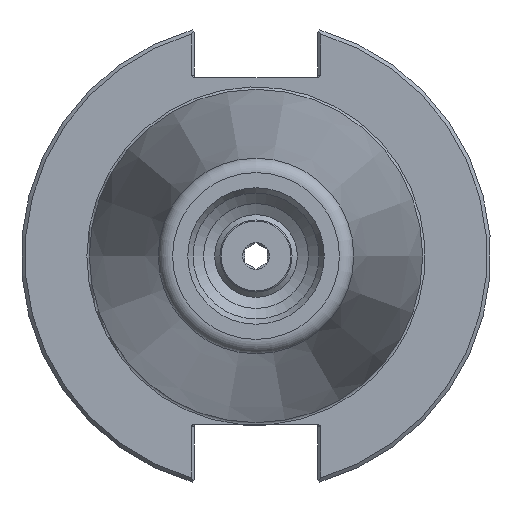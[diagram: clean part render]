
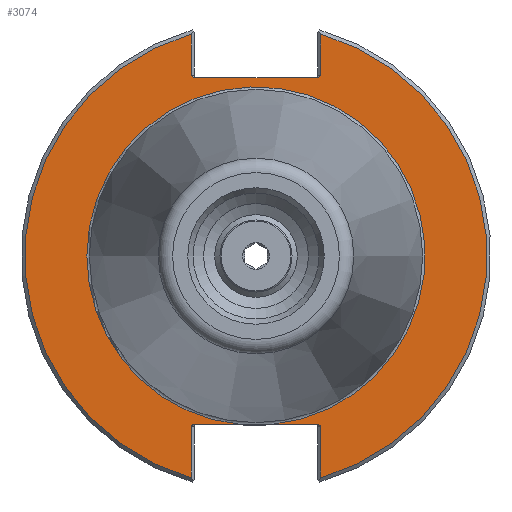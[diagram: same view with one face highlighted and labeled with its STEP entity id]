
A CAD part, left-side view. The second image highlights one B-rep face of the part: STEP entity #3074.
In plain terms, the highlighted planar face has unit normal (-1, 0, 0).
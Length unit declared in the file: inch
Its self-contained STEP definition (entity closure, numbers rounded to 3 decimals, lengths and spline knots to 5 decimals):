
#35=ELLIPSE('',#3275,0.02828,0.02);
#39=ELLIPSE('',#3284,0.02828,0.02);
#40=ELLIPSE('',#3288,0.02828,0.02);
#44=ELLIPSE('',#3297,0.02828,0.02);
#159=LINE('',#5531,#311);
#167=LINE('',#5563,#319);
#175=LINE('',#5594,#327);
#183=LINE('',#5626,#335);
#185=LINE('',#5651,#337);
#186=LINE('',#5653,#338);
#187=LINE('',#5655,#339);
#311=VECTOR('',#3708,0.33967);
#319=VECTOR('',#3734,0.42367);
#327=VECTOR('',#3758,0.42367);
#335=VECTOR('',#3784,0.33967);
#337=VECTOR('',#3796,0.36464);
#338=VECTOR('',#3799,1.00843);
#339=VECTOR('',#3802,0.36464);
#491=PLANE('',#3308);
#709=FACE_OUTER_BOUND('',#920,.T.);
#920=EDGE_LOOP('',(#2275,#2276,#2277,#2278,#2279,#2280,#2281,#2282,#2283,
#2284,#2285,#2286,#2287,#2288));
#1125=CIRCLE('',#3306,1.395);
#1127=CIRCLE('',#3309,1.9075);
#1128=CIRCLE('',#3310,1.9075);
#1388=VERTEX_POINT('',#5516);
#1389=VERTEX_POINT('',#5518);
#1392=VERTEX_POINT('',#5530);
#1397=VERTEX_POINT('',#5548);
#1398=VERTEX_POINT('',#5550);
#1401=VERTEX_POINT('',#5562);
#1403=VERTEX_POINT('',#5570);
#1404=VERTEX_POINT('',#5571);
#1410=VERTEX_POINT('',#5590);
#1413=VERTEX_POINT('',#5604);
#1414=VERTEX_POINT('',#5606);
#1419=VERTEX_POINT('',#5622);
#1421=VERTEX_POINT('',#5634);
#1422=VERTEX_POINT('',#5635);
#1708=EDGE_CURVE('',#1388,#1389,#35,.T.);
#1713=EDGE_CURVE('',#1389,#1392,#159,.T.);
#1722=EDGE_CURVE('',#1397,#1398,#39,.T.);
#1727=EDGE_CURVE('',#1398,#1401,#167,.T.);
#1730=EDGE_CURVE('',#1403,#1404,#40,.T.);
#1741=EDGE_CURVE('',#1410,#1403,#175,.T.);
#1746=EDGE_CURVE('',#1413,#1414,#44,.T.);
#1755=EDGE_CURVE('',#1419,#1413,#183,.T.);
#1759=EDGE_CURVE('',#1421,#1422,#1125,.T.);
#1761=EDGE_CURVE('',#1404,#1421,#185,.T.);
#1762=EDGE_CURVE('',#1392,#1410,#1127,.T.);
#1763=EDGE_CURVE('',#1414,#1388,#186,.T.);
#1764=EDGE_CURVE('',#1401,#1419,#1128,.T.);
#1765=EDGE_CURVE('',#1422,#1397,#187,.T.);
#2275=ORIENTED_EDGE('',*,*,#1759,.F.);
#2276=ORIENTED_EDGE('',*,*,#1761,.F.);
#2277=ORIENTED_EDGE('',*,*,#1730,.F.);
#2278=ORIENTED_EDGE('',*,*,#1741,.F.);
#2279=ORIENTED_EDGE('',*,*,#1762,.F.);
#2280=ORIENTED_EDGE('',*,*,#1713,.F.);
#2281=ORIENTED_EDGE('',*,*,#1708,.F.);
#2282=ORIENTED_EDGE('',*,*,#1763,.F.);
#2283=ORIENTED_EDGE('',*,*,#1746,.F.);
#2284=ORIENTED_EDGE('',*,*,#1755,.F.);
#2285=ORIENTED_EDGE('',*,*,#1764,.F.);
#2286=ORIENTED_EDGE('',*,*,#1727,.F.);
#2287=ORIENTED_EDGE('',*,*,#1722,.F.);
#2288=ORIENTED_EDGE('',*,*,#1765,.F.);
#3074=ADVANCED_FACE('',(#709),#491,.T.);
#3275=AXIS2_PLACEMENT_3D('',#5519,#3699,#3700);
#3284=AXIS2_PLACEMENT_3D('',#5551,#3725,#3726);
#3288=AXIS2_PLACEMENT_3D('',#5572,#3738,#3739);
#3297=AXIS2_PLACEMENT_3D('',#5607,#3766,#3767);
#3306=AXIS2_PLACEMENT_3D('',#5647,#3790,#3791);
#3308=AXIS2_PLACEMENT_3D('',#5650,#3794,#3795);
#3309=AXIS2_PLACEMENT_3D('',#5652,#3797,#3798);
#3310=AXIS2_PLACEMENT_3D('',#5654,#3800,#3801);
#3699=DIRECTION('center_axis',(-1.,0.,0.));
#3700=DIRECTION('ref_axis',(0.,-1.,0.));
#3708=DIRECTION('',(0.,0.,1.));
#3725=DIRECTION('center_axis',(-1.,0.,0.));
#3726=DIRECTION('ref_axis',(0.,1.,0.));
#3734=DIRECTION('',(0.,0.,-1.));
#3738=DIRECTION('center_axis',(-1.,0.,0.));
#3739=DIRECTION('ref_axis',(0.,-1.,0.));
#3758=DIRECTION('',(0.,0.,1.));
#3766=DIRECTION('center_axis',(-1.,0.,0.));
#3767=DIRECTION('ref_axis',(0.,1.,0.));
#3784=DIRECTION('',(0.,0.,-1.));
#3790=DIRECTION('center_axis',(-1.,0.,0.));
#3791=DIRECTION('ref_axis',(0.,-1.,0.));
#3794=DIRECTION('center_axis',(-1.,0.,0.));
#3795=DIRECTION('ref_axis',(0.,0.,1.));
#3796=DIRECTION('',(0.,1.,0.));
#3797=DIRECTION('center_axis',(1.,0.,0.));
#3798=DIRECTION('ref_axis',(0.,-1.,0.));
#3799=DIRECTION('',(0.,-1.,0.));
#3800=DIRECTION('center_axis',(1.,0.,0.));
#3801=DIRECTION('ref_axis',(0.,1.,0.));
#3802=DIRECTION('',(0.,1.,0.));
#5516=CARTESIAN_POINT('',(0.125,-0.50422,1.472));
#5518=CARTESIAN_POINT('',(0.125,-0.5325,1.492));
#5519=CARTESIAN_POINT('Origin',(0.125,-0.50422,1.492));
#5530=CARTESIAN_POINT('',(0.125,-0.5325,1.83167));
#5531=CARTESIAN_POINT('',(0.125,-0.5325,0.736));
#5548=CARTESIAN_POINT('',(0.125,0.50422,-1.388));
#5550=CARTESIAN_POINT('',(0.125,0.5325,-1.408));
#5551=CARTESIAN_POINT('Origin',(0.125,0.50422,-1.408));
#5562=CARTESIAN_POINT('',(0.125,0.5325,-1.83167));
#5563=CARTESIAN_POINT('',(0.125,0.5325,-0.694));
#5570=CARTESIAN_POINT('',(0.125,-0.5325,-1.408));
#5571=CARTESIAN_POINT('',(0.125,-0.50422,-1.388));
#5572=CARTESIAN_POINT('Origin',(0.125,-0.50422,-1.408));
#5590=CARTESIAN_POINT('',(0.125,-0.5325,-1.83167));
#5594=CARTESIAN_POINT('',(0.125,-0.5325,-0.694));
#5604=CARTESIAN_POINT('',(0.125,0.5325,1.492));
#5606=CARTESIAN_POINT('',(0.125,0.50422,1.472));
#5607=CARTESIAN_POINT('Origin',(0.125,0.50422,1.492));
#5622=CARTESIAN_POINT('',(0.125,0.5325,1.83167));
#5626=CARTESIAN_POINT('',(0.125,0.5325,0.736));
#5634=CARTESIAN_POINT('',(0.125,-0.13957,-1.388));
#5635=CARTESIAN_POINT('',(0.125,0.13957,-1.388));
#5647=CARTESIAN_POINT('Origin',(0.125,0.,0.));
#5650=CARTESIAN_POINT('Origin',(0.125,1.65625,0.));
#5651=CARTESIAN_POINT('',(0.125,0.82813,-1.388));
#5652=CARTESIAN_POINT('Origin',(0.125,0.,0.));
#5653=CARTESIAN_POINT('',(0.125,0.82813,1.472));
#5654=CARTESIAN_POINT('Origin',(0.125,0.,0.));
#5655=CARTESIAN_POINT('',(0.125,0.82813,-1.388));
